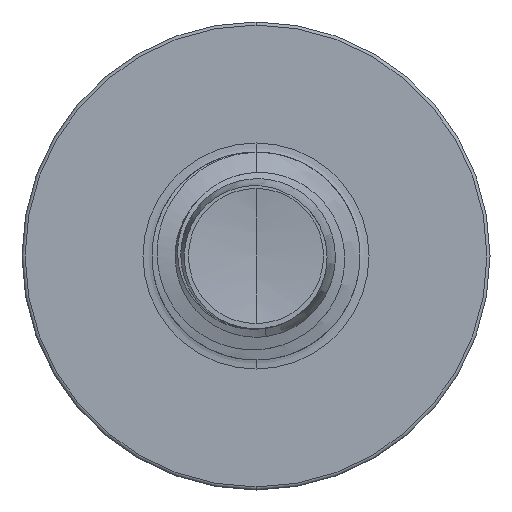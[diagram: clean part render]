
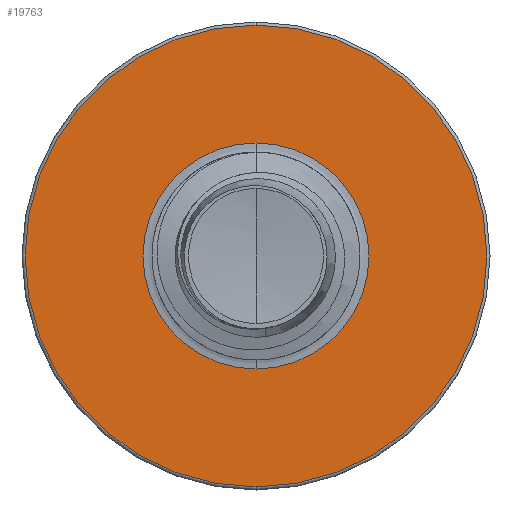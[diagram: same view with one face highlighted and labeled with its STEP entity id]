
A CAD part, front view. The second image highlights one B-rep face of the part: STEP entity #19763.
In plain terms, the highlighted planar face has unit normal (0, -1, 0).
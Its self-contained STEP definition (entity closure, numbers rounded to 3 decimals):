
#1279 = EDGE_LOOP ( 'NONE', ( #20426, #19899 ) ) ;
#1575 = AXIS2_PLACEMENT_3D ( 'NONE', #7296, #20728, #9214 ) ;
#2453 = VERTEX_POINT ( 'NONE', #8411 ) ;
#2535 = AXIS2_PLACEMENT_3D ( 'NONE', #6013, #19410, #7922 ) ;
#3088 = VERTEX_POINT ( 'NONE', #11070 ) ;
#3292 = EDGE_LOOP ( 'NONE', ( #6369, #15102 ) ) ;
#5281 = DIRECTION ( 'NONE',  ( 0., 1., 0. ) ) ;
#5613 = AXIS2_PLACEMENT_3D ( 'NONE', #16722, #5281, #18654 ) ;
#6013 = CARTESIAN_POINT ( 'NONE',  ( 0., 11., 0. ) ) ;
#6369 = ORIENTED_EDGE ( 'NONE', *, *, #19680, .T. ) ;
#7095 = FACE_OUTER_BOUND ( 'NONE', #1279, .T. ) ;
#7115 = CARTESIAN_POINT ( 'NONE',  ( 0., 11., 2.174 ) ) ;
#7181 = CARTESIAN_POINT ( 'NONE',  ( 0., 11., -2.174 ) ) ;
#7296 = CARTESIAN_POINT ( 'NONE',  ( 0., 11., 0. ) ) ;
#7922 = DIRECTION ( 'NONE',  ( 0., 0., 1. ) ) ;
#8253 = DIRECTION ( 'NONE',  ( 0., 1., 0. ) ) ;
#8411 = CARTESIAN_POINT ( 'NONE',  ( 0., 11., -4.44 ) ) ;
#9214 = DIRECTION ( 'NONE',  ( 0., 0., 1. ) ) ;
#11070 = CARTESIAN_POINT ( 'NONE',  ( 0., 11., 4.44 ) ) ;
#12164 = CIRCLE ( 'NONE', #5613, 2.174 ) ;
#12757 = CIRCLE ( 'NONE', #1575, 4.44 ) ;
#12778 = FACE_BOUND ( 'NONE', #3292, .T. ) ;
#12946 = DIRECTION ( 'NONE',  ( 0., 0., 1. ) ) ;
#13112 = CIRCLE ( 'NONE', #15865, 2.174 ) ;
#14583 = AXIS2_PLACEMENT_3D ( 'NONE', #7181, #24473, #12946 ) ;
#15102 = ORIENTED_EDGE ( 'NONE', *, *, #15602, .T. ) ;
#15602 = EDGE_CURVE ( 'NONE', #16160, #21954, #13112, .T. ) ;
#15865 = AXIS2_PLACEMENT_3D ( 'NONE', #19741, #8253, #21694 ) ;
#16160 = VERTEX_POINT ( 'NONE', #16455 ) ;
#16455 = CARTESIAN_POINT ( 'NONE',  ( 0., 11., -2.174 ) ) ;
#16722 = CARTESIAN_POINT ( 'NONE',  ( 0., 11., 0. ) ) ;
#18654 = DIRECTION ( 'NONE',  ( 0., 0., 1. ) ) ;
#19410 = DIRECTION ( 'NONE',  ( 0., 1., 0. ) ) ;
#19680 = EDGE_CURVE ( 'NONE', #21954, #16160, #12164, .T. ) ;
#19741 = CARTESIAN_POINT ( 'NONE',  ( 0., 11., 0. ) ) ;
#19763 = ADVANCED_FACE ( 'NONE', ( #7095, #12778 ), #24059, .F. ) ;
#19899 = ORIENTED_EDGE ( 'NONE', *, *, #20500, .F. ) ;
#20426 = ORIENTED_EDGE ( 'NONE', *, *, #22489, .F. ) ;
#20500 = EDGE_CURVE ( 'NONE', #2453, #3088, #20602, .T. ) ;
#20602 = CIRCLE ( 'NONE', #2535, 4.44 ) ;
#20728 = DIRECTION ( 'NONE',  ( 0., 1., 0. ) ) ;
#21694 = DIRECTION ( 'NONE',  ( 0., 0., 1. ) ) ;
#21954 = VERTEX_POINT ( 'NONE', #7115 ) ;
#22489 = EDGE_CURVE ( 'NONE', #3088, #2453, #12757, .T. ) ;
#24059 = PLANE ( 'NONE',  #14583 ) ;
#24473 = DIRECTION ( 'NONE',  ( 0., 1., 0. ) ) ;
